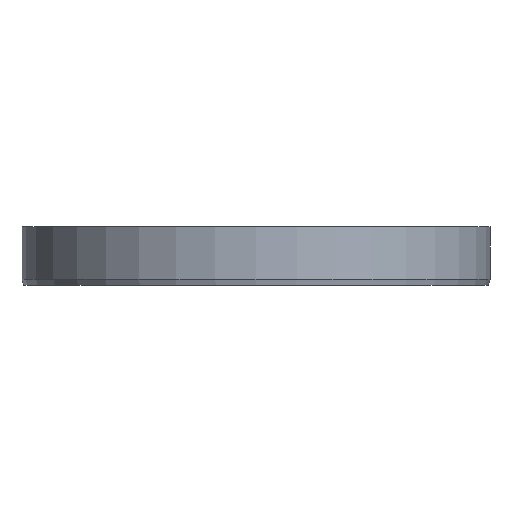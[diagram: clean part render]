
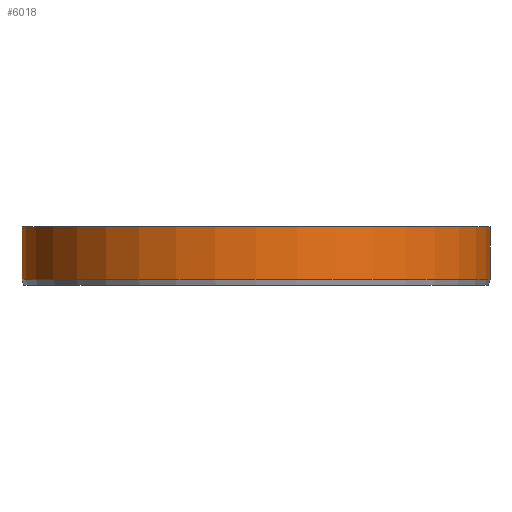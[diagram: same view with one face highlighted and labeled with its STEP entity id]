
A CAD part, front view. The second image highlights one B-rep face of the part: STEP entity #6018.
In plain terms, the highlighted cylindrical face has radius 20 mm (diameter 40 mm), a full revolution.
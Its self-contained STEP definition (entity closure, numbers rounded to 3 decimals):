
#29=CYLINDRICAL_SURFACE('',#6233,20.);
#36=CIRCLE('',#6213,20.);
#44=CIRCLE('',#6231,20.);
#45=CIRCLE('',#6232,20.);
#982=FACE_OUTER_BOUND('',#1335,.T.);
#1335=EDGE_LOOP('',(#5357,#5358,#5359,#5360,#5361));
#1790=LINE('',#11027,#2258);
#2258=VECTOR('',#6884,20.);
#2834=VERTEX_POINT('',#10992);
#2842=VERTEX_POINT('',#11021);
#2843=VERTEX_POINT('',#11022);
#3685=EDGE_CURVE('',#2834,#2834,#36,.T.);
#3696=EDGE_CURVE('',#2842,#2843,#44,.T.);
#3697=EDGE_CURVE('',#2843,#2842,#45,.T.);
#3699=EDGE_CURVE('',#2834,#2843,#1790,.T.);
#5357=ORIENTED_EDGE('',*,*,#3685,.F.);
#5358=ORIENTED_EDGE('',*,*,#3699,.T.);
#5359=ORIENTED_EDGE('',*,*,#3696,.F.);
#5360=ORIENTED_EDGE('',*,*,#3697,.F.);
#5361=ORIENTED_EDGE('',*,*,#3699,.F.);
#6018=ADVANCED_FACE('',(#982),#29,.T.);
#6213=AXIS2_PLACEMENT_3D('',#10993,#6838,#6839);
#6231=AXIS2_PLACEMENT_3D('',#11023,#6877,#6878);
#6232=AXIS2_PLACEMENT_3D('',#11024,#6879,#6880);
#6233=AXIS2_PLACEMENT_3D('',#11026,#6882,#6883);
#6838=DIRECTION('center_axis',(0.,0.,1.));
#6839=DIRECTION('ref_axis',(1.,0.,0.));
#6877=DIRECTION('center_axis',(0.,0.,-1.));
#6878=DIRECTION('ref_axis',(-1.,0.,0.));
#6879=DIRECTION('center_axis',(0.,0.,-1.));
#6880=DIRECTION('ref_axis',(-1.,0.,0.));
#6882=DIRECTION('center_axis',(0.,0.,1.));
#6883=DIRECTION('ref_axis',(1.,0.,0.));
#6884=DIRECTION('',(0.,0.,-1.));
#10992=CARTESIAN_POINT('',(-20.,0.,5.));
#10993=CARTESIAN_POINT('Origin',(0.,0.,5.));
#11021=CARTESIAN_POINT('',(20.,0.,0.5));
#11022=CARTESIAN_POINT('',(-20.,0.,0.5));
#11023=CARTESIAN_POINT('Origin',(0.,0.,0.5));
#11024=CARTESIAN_POINT('Origin',(0.,0.,0.5));
#11026=CARTESIAN_POINT('Origin',(0.,0.,0.));
#11027=CARTESIAN_POINT('',(-20.,0.,0.));
